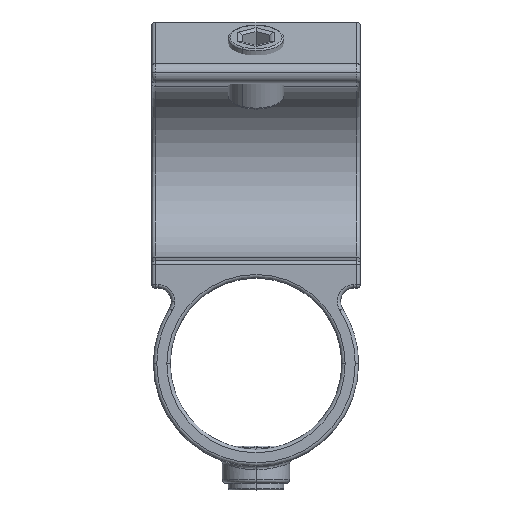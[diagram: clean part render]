
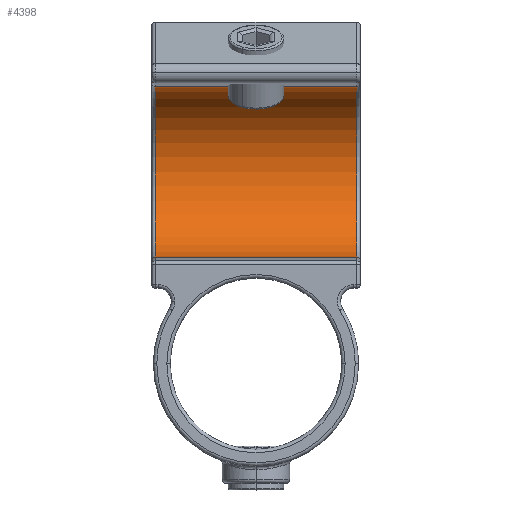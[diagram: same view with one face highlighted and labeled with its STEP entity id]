
A CAD part, top view. The second image highlights one B-rep face of the part: STEP entity #4398.
In plain terms, the highlighted cylindrical face has radius 25.5 mm (diameter 51 mm), a partial arc.
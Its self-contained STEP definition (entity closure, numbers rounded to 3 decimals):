
#127 = CARTESIAN_POINT ( 'NONE',  ( 31., 31.596, -3.39 ) ) ;
#167 = ORIENTED_EDGE ( 'NONE', *, *, #2130, .T. ) ;
#174 = DIRECTION ( 'NONE',  ( 0., 0., 1. ) ) ;
#743 = CIRCLE ( 'NONE', #2746, 25.5 ) ;
#895 = CARTESIAN_POINT ( 'NONE',  ( -30., 57.081, -2.5 ) ) ;
#1046 = CYLINDRICAL_SURFACE ( 'NONE', #2891, 25.5 ) ;
#1141 = LINE ( 'NONE', #127, #5308 ) ;
#1153 = VERTEX_POINT ( 'NONE', #1368 ) ;
#1208 = ORIENTED_EDGE ( 'NONE', *, *, #5352, .T. ) ;
#1368 = CARTESIAN_POINT ( 'NONE',  ( 30., 82.567, -3.336 ) ) ;
#1547 = CIRCLE ( 'NONE', #4164, 25.5 ) ;
#1971 = CARTESIAN_POINT ( 'NONE',  ( -30., 82.567, -3.336 ) ) ;
#2130 = EDGE_CURVE ( 'NONE', #3726, #5566, #1547, .T. ) ;
#2663 = CARTESIAN_POINT ( 'NONE',  ( 30., 31.596, -3.39 ) ) ;
#2746 = AXIS2_PLACEMENT_3D ( 'NONE', #5690, #5711, #174 ) ;
#2841 = FACE_OUTER_BOUND ( 'NONE', #3131, .T. ) ;
#2891 = AXIS2_PLACEMENT_3D ( 'NONE', #6060, #5576, #4739 ) ;
#2926 = LINE ( 'NONE', #3111, #6016 ) ;
#3094 = ORIENTED_EDGE ( 'NONE', *, *, #5413, .F. ) ;
#3111 = CARTESIAN_POINT ( 'NONE',  ( 31., 82.567, -3.336 ) ) ;
#3131 = EDGE_LOOP ( 'NONE', ( #3094, #1208, #5764, #167 ) ) ;
#3726 = VERTEX_POINT ( 'NONE', #1971 ) ;
#3884 = DIRECTION ( 'NONE',  ( -1., 0., 0. ) ) ;
#4121 = DIRECTION ( 'NONE',  ( -1., 0., 0. ) ) ;
#4164 = AXIS2_PLACEMENT_3D ( 'NONE', #895, #3884, #5881 ) ;
#4295 = CARTESIAN_POINT ( 'NONE',  ( -30., 31.596, -3.39 ) ) ;
#4398 = ADVANCED_FACE ( 'NONE', ( #2841 ), #1046, .F. ) ;
#4739 = DIRECTION ( 'NONE',  ( 0., 0., 1. ) ) ;
#4972 = VERTEX_POINT ( 'NONE', #2663 ) ;
#5308 = VECTOR ( 'NONE', #5666, 1000. ) ;
#5317 = EDGE_CURVE ( 'NONE', #1153, #3726, #2926, .T. ) ;
#5352 = EDGE_CURVE ( 'NONE', #4972, #1153, #743, .T. ) ;
#5413 = EDGE_CURVE ( 'NONE', #4972, #5566, #1141, .T. ) ;
#5566 = VERTEX_POINT ( 'NONE', #4295 ) ;
#5576 = DIRECTION ( 'NONE',  ( -1., 0., 0. ) ) ;
#5666 = DIRECTION ( 'NONE',  ( -1., 0., 0. ) ) ;
#5690 = CARTESIAN_POINT ( 'NONE',  ( 30., 57.081, -2.5 ) ) ;
#5711 = DIRECTION ( 'NONE',  ( 1., 0., 0. ) ) ;
#5764 = ORIENTED_EDGE ( 'NONE', *, *, #5317, .T. ) ;
#5881 = DIRECTION ( 'NONE',  ( 0., 0., 1. ) ) ;
#6016 = VECTOR ( 'NONE', #4121, 1000. ) ;
#6060 = CARTESIAN_POINT ( 'NONE',  ( 31., 57.081, -2.5 ) ) ;
